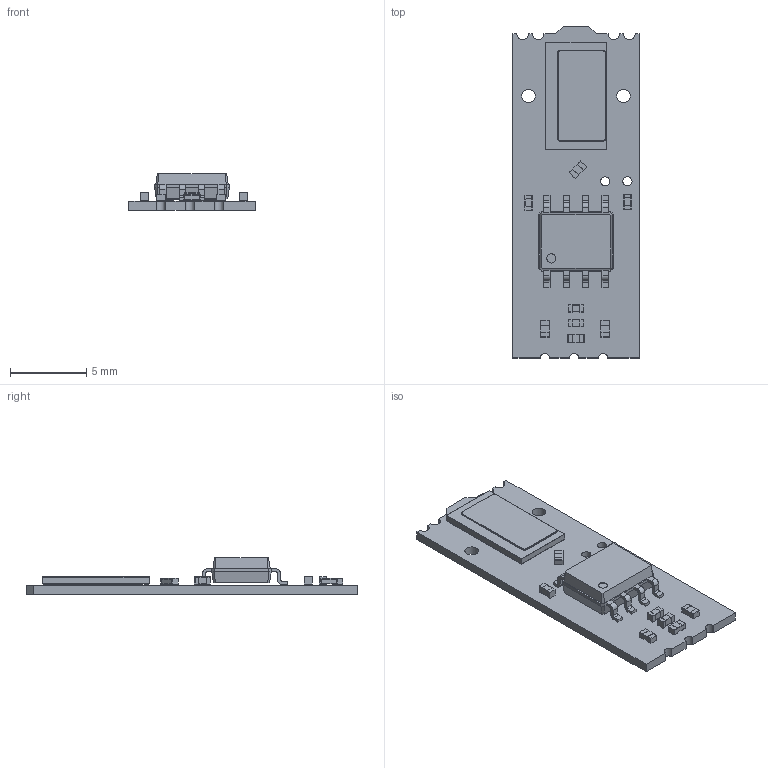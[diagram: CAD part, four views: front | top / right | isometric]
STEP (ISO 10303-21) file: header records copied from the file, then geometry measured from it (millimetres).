
FILE_DESCRIPTION(('KiCad electronic assembly'),'2;1');
FILE_NAME('Sw3D.step','2019-02-26T15:56:07',('An Author'),('A Company'), 'Open CASCADE STEP processor 6.8','KiCad to STEP converter','Unknown' );
FILE_SCHEMA(('AUTOMOTIVE_DESIGN_CC2 { 1 2 10303 214 -1 1 5 4 }'));
Length unit declared in the file: millimetre
Products named in the file (10): Open CASCADE STEP translator 6.8 1; C_0402; SOLID; gs61008t; COMPOUND; R_0402; SOIC-8_3.9x4.9mm_P1.27mm
Assembly tree (15 placements, depth 3):
  Open CASCADE STEP translator 6.8 1
    C_0402  x4
      SOLID
    gs61008t
      COMPOUND
    R_0402  x4
      SOLID
    SOIC-8_3.9x4.9mm_P1.27mm
      SOLID
    COMPOUND
Bounding box: 8.26 x 21.72 x 2.4 mm (x, y, z)
Volume: 149.3 mm3; surface area: 662.6 mm2
Topology: 18 solids, 18 shells, 482 faces, 1357 edges, 1022 vertices
Faces by surface type: plane 318, cylinder 132, bspline 32
Full cylindrical faces by diameter (mm): 0.6 x3, 0.889 x2
Entity records: 30538 total; most frequent: CARTESIAN_POINT 12337, DIRECTION 2774, LINE 1829, VECTOR 1829, ORIENTED_EDGE 1610, PCURVE 1610, DEFINITIONAL_REPRESENTATION 1610, EDGE_CURVE 805
